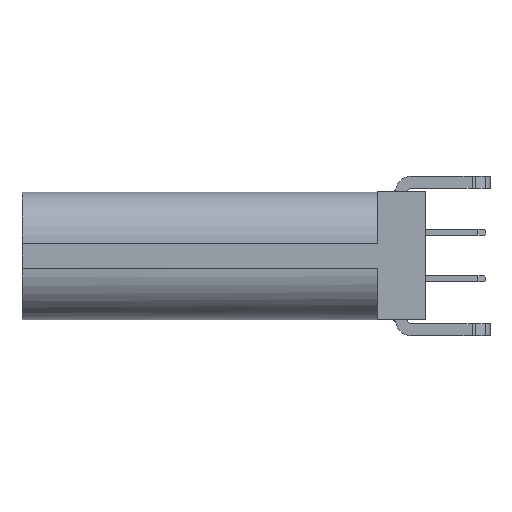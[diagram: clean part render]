
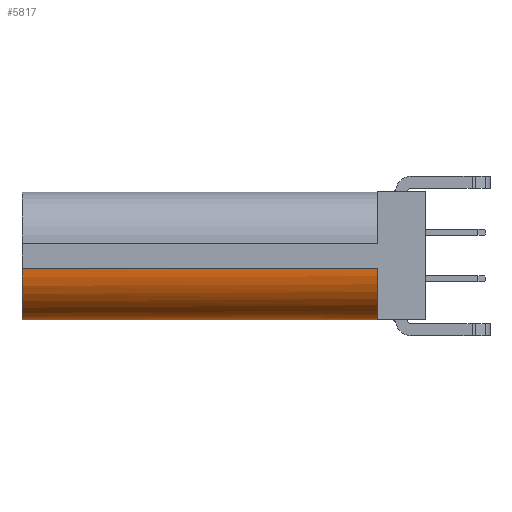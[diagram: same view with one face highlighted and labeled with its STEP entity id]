
A CAD part, left-side view. The second image highlights one B-rep face of the part: STEP entity #5817.
In plain terms, the highlighted cylindrical face has radius 1.28 mm (diameter 2.56 mm), a partial arc.
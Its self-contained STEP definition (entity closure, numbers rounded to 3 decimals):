
#969 = ORIENTED_EDGE ( 'NONE', *, *, #7545, .F. ) ;
#970 = ORIENTED_EDGE ( 'NONE', *, *, #7546, .F. ) ;
#971 = ORIENTED_EDGE ( 'NONE', *, *, #7547, .T. ) ;
#972 = ORIENTED_EDGE ( 'NONE', *, *, #7548, .T. ) ;
#973 = ORIENTED_EDGE ( 'NONE', *, *, #7549, .T. ) ;
#1940 = EDGE_LOOP ( 'NONE', ( #969, #970, #971, #972, #973 ) ) ;
#5817 = ADVANCED_FACE ( 'NONE', ( #12621 ), #12616, .T. ) ;
#6132 = VERTEX_POINT ( 'NONE', #14289 ) ;
#6378 = VERTEX_POINT ( 'NONE', #14021 ) ;
#6466 = VERTEX_POINT ( 'NONE', #13941 ) ;
#6540 = VERTEX_POINT ( 'NONE', #13866 ) ;
#6572 = VERTEX_POINT ( 'NONE', #13830 ) ;
#7545 = EDGE_CURVE ( 'NONE', #6378, #6466, #12517, .T. ) ;
#7546 = EDGE_CURVE ( 'NONE', #6132, #6378, #12519, .T. ) ;
#7547 = EDGE_CURVE ( 'NONE', #6132, #6540, #12515, .T. ) ;
#7548 = EDGE_CURVE ( 'NONE', #6540, #6572, #12516, .T. ) ;
#7549 = EDGE_CURVE ( 'NONE', #6572, #6466, #12512, .T. ) ;
#8441 = AXIS2_PLACEMENT_3D ( 'NONE', #14333, #14332, #14327 ) ;
#8443 = AXIS2_PLACEMENT_3D ( 'NONE', #14352, #14349, #14345 ) ;
#8445 = AXIS2_PLACEMENT_3D ( 'NONE', #14358, #14357, #14356 ) ;
#8509 = AXIS2_PLACEMENT_3D ( 'NONE', #14527, #14526, #14533 ) ;
#12510 = VECTOR ( 'NONE', #14354, 1000. ) ;
#12512 = LINE ( 'NONE', #14353, #12510 ) ;
#12514 = VECTOR ( 'NONE', #14365, 1000. ) ;
#12515 = CIRCLE ( 'NONE', #8443, 1.28 ) ;
#12516 = CIRCLE ( 'NONE', #8441, 1.28 ) ;
#12517 = CIRCLE ( 'NONE', #8445, 1.28 ) ;
#12519 = LINE ( 'NONE', #14360, #12514 ) ;
#12616 = CYLINDRICAL_SURFACE ( 'NONE', #8509, 1.28 ) ;
#12621 = FACE_OUTER_BOUND ( 'NONE', #1940, .T. ) ;
#13830 = CARTESIAN_POINT ( 'NONE',  ( 0.53, 2.807, 0.382 ) ) ;
#13866 = CARTESIAN_POINT ( 'NONE',  ( 1.65, 2.807, -0.888 ) ) ;
#13941 = CARTESIAN_POINT ( 'NONE',  ( 0.53, 11.607, 0.382 ) ) ;
#14021 = CARTESIAN_POINT ( 'NONE',  ( 1.81, 11.607, -0.898 ) ) ;
#14289 = CARTESIAN_POINT ( 'NONE',  ( 1.81, 2.807, -0.898 ) ) ;
#14327 = DIRECTION ( 'NONE',  ( 1., 0., 0. ) ) ;
#14332 = DIRECTION ( 'NONE',  ( 0., 1., 0. ) ) ;
#14333 = CARTESIAN_POINT ( 'NONE',  ( 1.81, 2.807, 0.382 ) ) ;
#14345 = DIRECTION ( 'NONE',  ( 1., 0., 0. ) ) ;
#14349 = DIRECTION ( 'NONE',  ( 0., 1., 0. ) ) ;
#14352 = CARTESIAN_POINT ( 'NONE',  ( 1.81, 2.807, 0.382 ) ) ;
#14353 = CARTESIAN_POINT ( 'NONE',  ( 0.53, 11.607, 0.382 ) ) ;
#14354 = DIRECTION ( 'NONE',  ( 0., 1., 0. ) ) ;
#14356 = DIRECTION ( 'NONE',  ( 1., 0., 0. ) ) ;
#14357 = DIRECTION ( 'NONE',  ( 0., 1., 0. ) ) ;
#14358 = CARTESIAN_POINT ( 'NONE',  ( 1.81, 11.607, 0.382 ) ) ;
#14360 = CARTESIAN_POINT ( 'NONE',  ( 1.81, 11.607, -0.898 ) ) ;
#14365 = DIRECTION ( 'NONE',  ( 0., 1., 0. ) ) ;
#14526 = DIRECTION ( 'NONE',  ( 0., 1., 0. ) ) ;
#14527 = CARTESIAN_POINT ( 'NONE',  ( 1.81, 11.607, 0.382 ) ) ;
#14533 = DIRECTION ( 'NONE',  ( 1., 0., 0. ) ) ;
